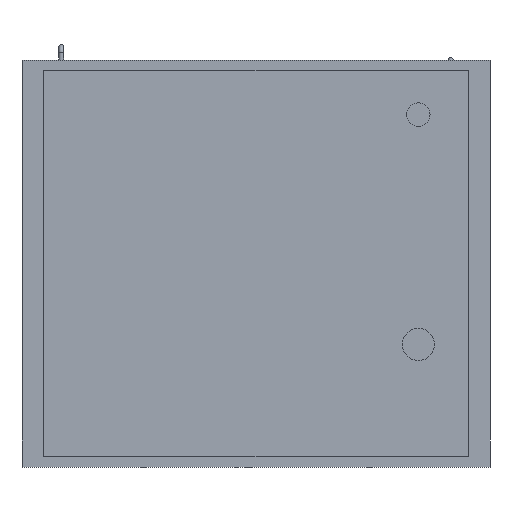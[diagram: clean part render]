
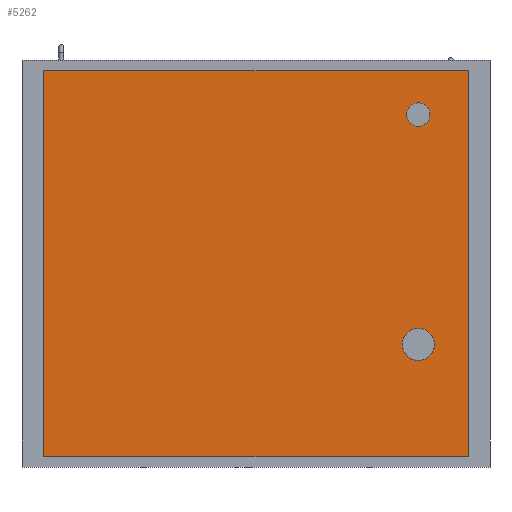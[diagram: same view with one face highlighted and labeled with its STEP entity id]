
A CAD part, front view. The second image highlights one B-rep face of the part: STEP entity #5262.
In plain terms, the highlighted planar face has unit normal (0, -1, 0).
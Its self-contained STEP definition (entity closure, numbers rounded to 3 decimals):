
#370=FACE_OUTER_BOUND('',#701,.T.);
#701=EDGE_LOOP('',(#3533,#3534,#3535,#3536));
#1049=LINE('',#7811,#1633);
#1052=LINE('',#7816,#1636);
#1055=LINE('',#7821,#1639);
#1056=LINE('',#7823,#1640);
#1633=VECTOR('',#6198,10.);
#1636=VECTOR('',#6203,10.);
#1639=VECTOR('',#6208,10.);
#1640=VECTOR('',#6211,10.);
#2209=VERTEX_POINT('',#7809);
#2210=VERTEX_POINT('',#7810);
#2211=VERTEX_POINT('',#7815);
#2212=VERTEX_POINT('',#7819);
#2733=EDGE_CURVE('',#2209,#2210,#1049,.T.);
#2736=EDGE_CURVE('',#2211,#2210,#1052,.T.);
#2739=EDGE_CURVE('',#2209,#2212,#1055,.T.);
#2740=EDGE_CURVE('',#2211,#2212,#1056,.T.);
#3533=ORIENTED_EDGE('',*,*,#2739,.T.);
#3534=ORIENTED_EDGE('',*,*,#2740,.F.);
#3535=ORIENTED_EDGE('',*,*,#2736,.T.);
#3536=ORIENTED_EDGE('',*,*,#2733,.F.);
#5011=PLANE('',#5649);
#5262=ADVANCED_FACE('',(#370),#5011,.T.);
#5649=AXIS2_PLACEMENT_3D('',#7822,#6209,#6210);
#6198=DIRECTION('',(0.,0.,1.));
#6203=DIRECTION('',(-1.,0.,0.));
#6208=DIRECTION('',(1.,0.,0.));
#6209=DIRECTION('center_axis',(0.,-1.,0.));
#6210=DIRECTION('ref_axis',(0.,0.,-1.));
#6211=DIRECTION('',(0.,0.,-1.));
#7809=CARTESIAN_POINT('',(-362.5,-185.,-330.));
#7810=CARTESIAN_POINT('',(-362.5,-185.,330.));
#7811=CARTESIAN_POINT('',(-362.5,-185.,330.));
#7815=CARTESIAN_POINT('',(362.5,-185.,330.));
#7816=CARTESIAN_POINT('',(0.,-185.,330.));
#7819=CARTESIAN_POINT('',(362.5,-185.,-330.));
#7821=CARTESIAN_POINT('',(0.,-185.,-330.));
#7822=CARTESIAN_POINT('Origin',(0.,-185.,330.));
#7823=CARTESIAN_POINT('',(362.5,-185.,330.));
